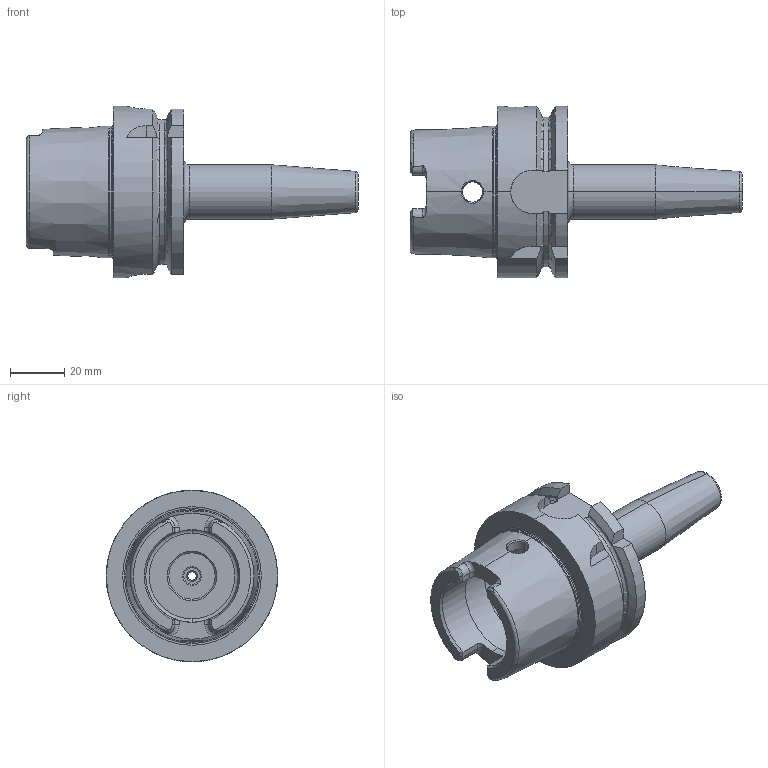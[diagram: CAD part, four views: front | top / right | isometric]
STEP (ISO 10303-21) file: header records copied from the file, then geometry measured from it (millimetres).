
FILE_DESCRIPTION (( 'STEP AP203' ), '1' );
FILE_NAME ('72-575-500-040_Kunde.step', '2012-10-25T12:44:09', ( 'H. Diebold' ), ( 'H. Diebold GmbH & Co' ), 'SwSTEP 2.0', 'SolidWorks 2012', '' );
FILE_SCHEMA (( 'CONFIG_CONTROL_DESIGN' ));
Length unit declared in the file: millimetre
Products named in the file (3): GS-WN-06-20; 72-575-500-040_0_Wuchtnut axial; 72-575-500-040_Kunde
Assembly tree (2 placements, depth 2):
  72-575-500-040_Kunde
    72-575-500-040_0_Wuchtnut axial
    GS-WN-06-20
Bounding box: 122 x 63 x 63 mm (x, y, z)
Volume: 97798.9 mm3; surface area: 27859.2 mm2
Topology: 2 solids, 2 shells, 222 faces, 559 edges, 342 vertices
Faces by surface type: plane 74, cylinder 62, cone 48, torus 34, bspline 4
Entity records: 8103 total; most frequent: CARTESIAN_POINT 2575, ORIENTED_EDGE 1114, DIRECTION 1100, EDGE_CURVE 557, AXIS2_PLACEMENT_3D 445, VERTEX_POINT 342, EDGE_LOOP 233, ADVANCED_FACE 222
